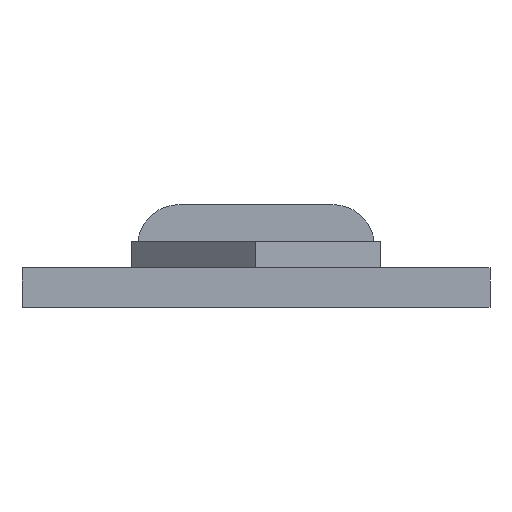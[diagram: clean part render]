
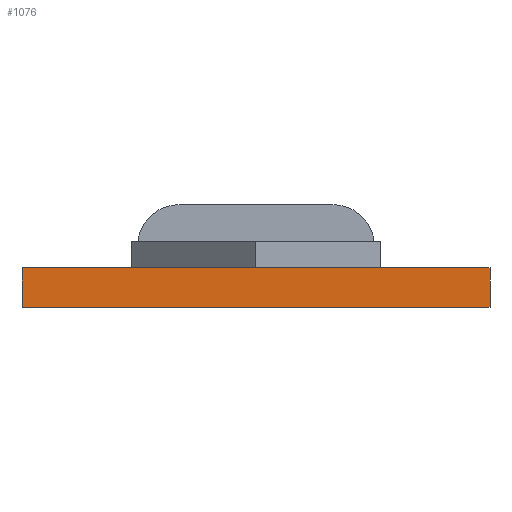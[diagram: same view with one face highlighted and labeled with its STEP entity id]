
A CAD part, front view. The second image highlights one B-rep face of the part: STEP entity #1076.
In plain terms, the highlighted planar face has unit normal (0, -1, 0).
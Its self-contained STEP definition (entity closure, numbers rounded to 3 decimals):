
#97=PLANE('',#1226);
#146=FACE_OUTER_BOUND('',#199,.T.);
#199=EDGE_LOOP('',(#860,#861,#862,#863));
#318=LINE('',#1788,#393);
#319=LINE('',#1791,#394);
#320=LINE('',#1793,#395);
#321=LINE('',#1794,#396);
#393=VECTOR('',#1486,10.);
#394=VECTOR('',#1489,10.);
#395=VECTOR('',#1490,10.);
#396=VECTOR('',#1491,10.);
#559=VERTEX_POINT('',#1784);
#560=VERTEX_POINT('',#1786);
#561=VERTEX_POINT('',#1790);
#562=VERTEX_POINT('',#1792);
#686=EDGE_CURVE('',#559,#560,#318,.T.);
#687=EDGE_CURVE('',#561,#559,#319,.T.);
#688=EDGE_CURVE('',#562,#560,#320,.T.);
#689=EDGE_CURVE('',#561,#562,#321,.T.);
#860=ORIENTED_EDGE('',*,*,#687,.T.);
#861=ORIENTED_EDGE('',*,*,#686,.T.);
#862=ORIENTED_EDGE('',*,*,#688,.F.);
#863=ORIENTED_EDGE('',*,*,#689,.F.);
#1076=ADVANCED_FACE('',(#146),#97,.T.);
#1226=AXIS2_PLACEMENT_3D('',#1789,#1487,#1488);
#1486=DIRECTION('',(0.,0.,1.));
#1487=DIRECTION('center_axis',(0.,-1.,0.));
#1488=DIRECTION('ref_axis',(1.,0.,0.));
#1489=DIRECTION('',(1.,0.,0.));
#1490=DIRECTION('',(1.,0.,0.));
#1491=DIRECTION('',(0.,0.,1.));
#1784=CARTESIAN_POINT('',(8.89,-16.5,0.));
#1786=CARTESIAN_POINT('',(8.89,-16.5,1.5));
#1788=CARTESIAN_POINT('',(8.89,-16.5,0.));
#1789=CARTESIAN_POINT('Origin',(-8.89,-16.5,0.));
#1790=CARTESIAN_POINT('',(-8.89,-16.5,0.));
#1791=CARTESIAN_POINT('',(-8.89,-16.5,0.));
#1792=CARTESIAN_POINT('',(-8.89,-16.5,1.5));
#1793=CARTESIAN_POINT('',(-8.89,-16.5,1.5));
#1794=CARTESIAN_POINT('',(-8.89,-16.5,0.));
